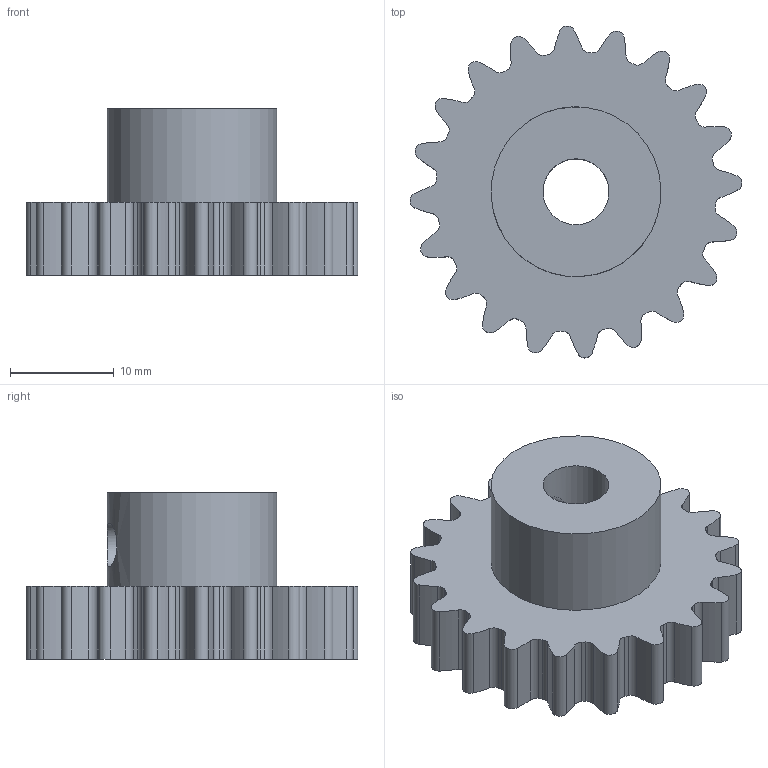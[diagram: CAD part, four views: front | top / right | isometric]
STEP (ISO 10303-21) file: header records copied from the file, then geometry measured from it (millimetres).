
FILE_DESCRIPTION(/* description */ (''),/* implementation_level */ '2;1');
FILE_NAME(/* name */ 'Gear2.step',/* time_stamp */ '2024-09-26T14:32:58+02:00',/* author */ (''),/* organization */ (''),/* preprocessor_version */ 'ST-DEVELOPER v20',/* originating_system */ 'Autodesk Translation Framework v13.14.0.145',/* authorisation */ '');
FILE_SCHEMA (('AUTOMOTIVE_DESIGN { 1 0 10303 214 3 1 1 }'));
Length unit declared in the file: millimetre
Products named in the file (3): Samenstelling; Rotatieschijf; Component3
Assembly tree (2 placements, depth 3):
  Samenstelling
    Rotatieschijf
      Component3
Bounding box: 31.95 x 31.95 x 16 mm (x, y, z)
Volume: 6031.2 mm3; surface area: 3140 mm2
Topology: 1 solids, 1 shells, 126 faces, 371 edges, 248 vertices
Faces by surface type: cylinder 123, plane 3
Full cylindrical faces by diameter (mm): 4.2 x1, 6.35 x1, 16.35 x1
Entity records: 4503 total; most frequent: DIRECTION 873, CARTESIAN_POINT 818, ORIENTED_EDGE 742, AXIS2_PLACEMENT_3D 375, EDGE_CURVE 371, VERTEX_POINT 248, CIRCLE 244, EDGE_LOOP 131
